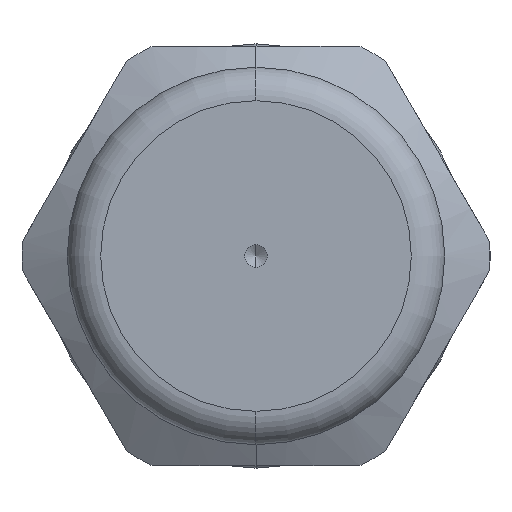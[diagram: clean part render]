
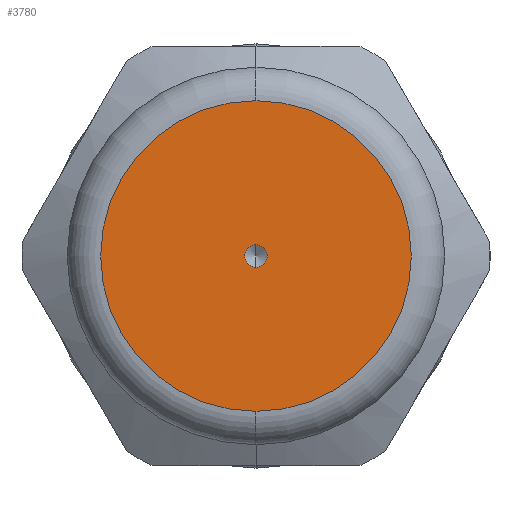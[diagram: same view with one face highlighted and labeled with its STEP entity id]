
A CAD part, left-side view. The second image highlights one B-rep face of the part: STEP entity #3780.
In plain terms, the highlighted planar face has unit normal (-1, 0, 0).
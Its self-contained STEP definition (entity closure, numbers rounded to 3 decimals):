
#13 = VERTEX_POINT ( 'NONE', #1703 ) ;
#15 = VERTEX_POINT ( 'NONE', #1705 ) ;
#31 = VERTEX_POINT ( 'NONE', #1721 ) ;
#666 = FACE_BOUND ( 'NONE', #4996, .T. ) ;
#680 = FACE_OUTER_BOUND ( 'NONE', #4998, .T. ) ;
#806 = CIRCLE ( 'NONE', #5369, 8.23 ) ;
#830 = CIRCLE ( 'NONE', #5379, 0.6 ) ;
#1131 = CIRCLE ( 'NONE', #5516, 0.6 ) ;
#1132 = CIRCLE ( 'NONE', #5517, 8.23 ) ;
#1190 = CARTESIAN_POINT ( 'NONE',  ( -50.464, -0.153, -8.23 ) ) ;
#1268 = CARTESIAN_POINT ( 'NONE',  ( -50.464, -0.153, 0. ) ) ;
#1269 = DIRECTION ( 'NONE',  ( 1., 0., 0. ) ) ;
#1270 = DIRECTION ( 'NONE',  ( 0., 0., -1. ) ) ;
#1312 = CARTESIAN_POINT ( 'NONE',  ( -50.464, -0.153, 0. ) ) ;
#1313 = DIRECTION ( 'NONE',  ( 1., 0., 0. ) ) ;
#1314 = DIRECTION ( 'NONE',  ( 0., 0., -1. ) ) ;
#1703 = CARTESIAN_POINT ( 'NONE',  ( -50.464, -0.153, 0.6 ) ) ;
#1705 = CARTESIAN_POINT ( 'NONE',  ( -50.464, -0.153, 8.23 ) ) ;
#1721 = CARTESIAN_POINT ( 'NONE',  ( -50.464, -0.153, -0.6 ) ) ;
#2537 = DIRECTION ( 'NONE',  ( -1., 0., 0. ) ) ;
#2538 = CARTESIAN_POINT ( 'NONE',  ( -50.464, -0.153, -0.6 ) ) ;
#2540 = PLANE ( 'NONE',  #5321 ) ;
#2542 = DIRECTION ( 'NONE',  ( 0., 0., 1. ) ) ;
#3780 = ADVANCED_FACE ( 'NONE', ( #666, #680 ), #2540, .T. ) ;
#4996 = EDGE_LOOP ( 'NONE', ( #7272, #7271 ) ) ;
#4998 = EDGE_LOOP ( 'NONE', ( #7270, #7269 ) ) ;
#5321 = AXIS2_PLACEMENT_3D ( 'NONE', #2538, #2537, #2542 ) ;
#5369 = AXIS2_PLACEMENT_3D ( 'NONE', #1268, #1269, #1270 ) ;
#5379 = AXIS2_PLACEMENT_3D ( 'NONE', #1312, #1313, #1314 ) ;
#5516 = AXIS2_PLACEMENT_3D ( 'NONE', #11150, #11151, #11152 ) ;
#5517 = AXIS2_PLACEMENT_3D ( 'NONE', #11153, #11154, #11155 ) ;
#7269 = ORIENTED_EDGE ( 'NONE', *, *, #8398, .F. ) ;
#7270 = ORIENTED_EDGE ( 'NONE', *, *, #8112, .F. ) ;
#7271 = ORIENTED_EDGE ( 'NONE', *, *, #8128, .T. ) ;
#7272 = ORIENTED_EDGE ( 'NONE', *, *, #8397, .T. ) ;
#8080 = VERTEX_POINT ( 'NONE', #1190 ) ;
#8112 = EDGE_CURVE ( 'NONE', #8080, #15, #806, .T. ) ;
#8128 = EDGE_CURVE ( 'NONE', #13, #31, #830, .T. ) ;
#8397 = EDGE_CURVE ( 'NONE', #31, #13, #1131, .T. ) ;
#8398 = EDGE_CURVE ( 'NONE', #15, #8080, #1132, .T. ) ;
#11150 = CARTESIAN_POINT ( 'NONE',  ( -50.464, -0.153, 0. ) ) ;
#11151 = DIRECTION ( 'NONE',  ( 1., 0., 0. ) ) ;
#11152 = DIRECTION ( 'NONE',  ( 0., 0., -1. ) ) ;
#11153 = CARTESIAN_POINT ( 'NONE',  ( -50.464, -0.153, 0. ) ) ;
#11154 = DIRECTION ( 'NONE',  ( 1., 0., 0. ) ) ;
#11155 = DIRECTION ( 'NONE',  ( 0., 0., -1. ) ) ;
